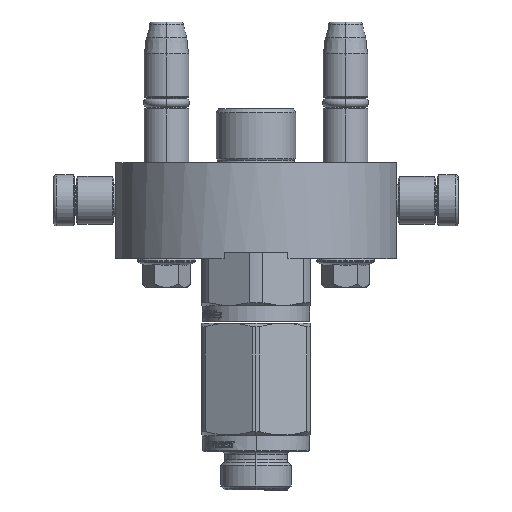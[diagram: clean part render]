
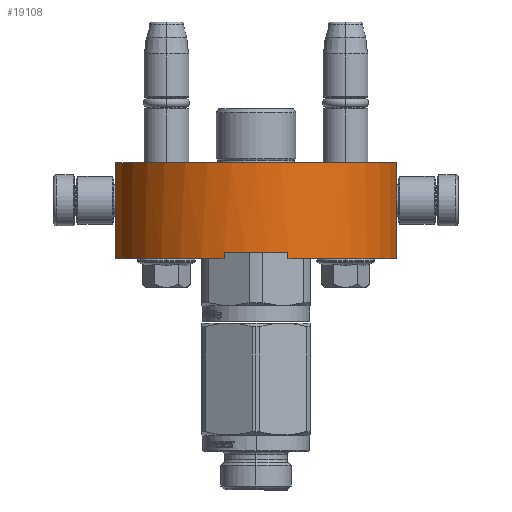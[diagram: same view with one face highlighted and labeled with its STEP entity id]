
A CAD part, left-side view. The second image highlights one B-rep face of the part: STEP entity #19108.
In plain terms, the highlighted cylindrical face has radius 44.75 mm (diameter 89.5 mm), a partial arc.
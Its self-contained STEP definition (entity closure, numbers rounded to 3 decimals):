
#87 = ORIENTED_EDGE ( 'NONE', *, *, #42856, .T. ) ;
#472 = CARTESIAN_POINT ( 'NONE',  ( 44., 0., 8.159 ) ) ;
#706 = VECTOR ( 'NONE', #44269, 1000. ) ;
#1043 = DIRECTION ( 'NONE',  ( 0., 1., 0. ) ) ;
#1263 = CIRCLE ( 'NONE', #36996, 44.75 ) ;
#4058 = LINE ( 'NONE', #472, #38811 ) ;
#4346 = DIRECTION ( 'NONE',  ( 0., 1., 0. ) ) ;
#5476 = VERTEX_POINT ( 'NONE', #27120 ) ;
#6900 = VERTEX_POINT ( 'NONE', #8796 ) ;
#8097 = AXIS2_PLACEMENT_3D ( 'NONE', #11025, #14760, #43608 ) ;
#8796 = CARTESIAN_POINT ( 'NONE',  ( -10., 28., 43.618 ) ) ;
#8856 = EDGE_LOOP ( 'NONE', ( #46581, #12161, #22924, #87, #43184, #33241, #37052, #28486 ) ) ;
#10534 = EDGE_CURVE ( 'NONE', #32209, #13321, #21365, .T. ) ;
#11025 = CARTESIAN_POINT ( 'NONE',  ( 0., 28., 0. ) ) ;
#11598 = VECTOR ( 'NONE', #4346, 1000. ) ;
#12161 = ORIENTED_EDGE ( 'NONE', *, *, #35647, .F. ) ;
#13321 = VERTEX_POINT ( 'NONE', #19312 ) ;
#14760 = DIRECTION ( 'NONE',  ( 0., 1., 0. ) ) ;
#15129 = CARTESIAN_POINT ( 'NONE',  ( 10., 28., 43.618 ) ) ;
#15599 = DIRECTION ( 'NONE',  ( 0.223, 0., 0.975 ) ) ;
#16930 = CYLINDRICAL_SURFACE ( 'NONE', #18096, 44.75 ) ;
#17861 = DIRECTION ( 'NONE',  ( 0., -1., 0. ) ) ;
#18002 = CIRCLE ( 'NONE', #19026, 44.75 ) ;
#18096 = AXIS2_PLACEMENT_3D ( 'NONE', #25776, #17861, #29931 ) ;
#19026 = AXIS2_PLACEMENT_3D ( 'NONE', #40591, #23400, #31752 ) ;
#19108 = ADVANCED_FACE ( 'NONE', ( #21407 ), #16930, .T. ) ;
#19312 = CARTESIAN_POINT ( 'NONE',  ( 44., 30., 8.159 ) ) ;
#19338 = CARTESIAN_POINT ( 'NONE',  ( -10., 28., 43.618 ) ) ;
#19609 = VERTEX_POINT ( 'NONE', #30231 ) ;
#20257 = VERTEX_POINT ( 'NONE', #43699 ) ;
#20812 = VECTOR ( 'NONE', #44039, 1000. ) ;
#21365 = CIRCLE ( 'NONE', #32783, 44.75 ) ;
#21407 = FACE_OUTER_BOUND ( 'NONE', #8856, .T. ) ;
#22041 = DIRECTION ( 'NONE',  ( -0.983, 0., 0.182 ) ) ;
#22721 = LINE ( 'NONE', #19338, #20812 ) ;
#22924 = ORIENTED_EDGE ( 'NONE', *, *, #48774, .F. ) ;
#23400 = DIRECTION ( 'NONE',  ( 0., 1., 0. ) ) ;
#25776 = CARTESIAN_POINT ( 'NONE',  ( 0., 0., 0. ) ) ;
#26817 = CIRCLE ( 'NONE', #8097, 44.75 ) ;
#27120 = CARTESIAN_POINT ( 'NONE',  ( -10., 30., 43.618 ) ) ;
#27267 = CARTESIAN_POINT ( 'NONE',  ( -44., 0., 8.159 ) ) ;
#28486 = ORIENTED_EDGE ( 'NONE', *, *, #37863, .F. ) ;
#28991 = LINE ( 'NONE', #37265, #11598 ) ;
#29245 = EDGE_CURVE ( 'NONE', #20257, #13321, #4058, .T. ) ;
#29931 = DIRECTION ( 'NONE',  ( 1., 0., 0. ) ) ;
#30231 = CARTESIAN_POINT ( 'NONE',  ( -44., 30., 8.159 ) ) ;
#31752 = DIRECTION ( 'NONE',  ( -0.983, 0., 0.182 ) ) ;
#32209 = VERTEX_POINT ( 'NONE', #50719 ) ;
#32783 = AXIS2_PLACEMENT_3D ( 'NONE', #44098, #47715, #15599 ) ;
#33241 = ORIENTED_EDGE ( 'NONE', *, *, #10534, .F. ) ;
#34673 = EDGE_CURVE ( 'NONE', #51716, #32209, #28991, .T. ) ;
#35647 = EDGE_CURVE ( 'NONE', #19609, #5476, #18002, .T. ) ;
#36996 = AXIS2_PLACEMENT_3D ( 'NONE', #42635, #1043, #22041 ) ;
#37052 = ORIENTED_EDGE ( 'NONE', *, *, #34673, .F. ) ;
#37265 = CARTESIAN_POINT ( 'NONE',  ( 10., 28., 43.618 ) ) ;
#37863 = EDGE_CURVE ( 'NONE', #6900, #51716, #26817, .T. ) ;
#38745 = LINE ( 'NONE', #52361, #706 ) ;
#38811 = VECTOR ( 'NONE', #40998, 1000. ) ;
#39463 = EDGE_CURVE ( 'NONE', #6900, #5476, #22721, .T. ) ;
#40591 = CARTESIAN_POINT ( 'NONE',  ( 0., 30., 0. ) ) ;
#40998 = DIRECTION ( 'NONE',  ( 0., 1., 0. ) ) ;
#42635 = CARTESIAN_POINT ( 'NONE',  ( 0., 0., 0. ) ) ;
#42856 = EDGE_CURVE ( 'NONE', #50251, #20257, #1263, .T. ) ;
#43184 = ORIENTED_EDGE ( 'NONE', *, *, #29245, .T. ) ;
#43608 = DIRECTION ( 'NONE',  ( -0.223, 0., 0.975 ) ) ;
#43699 = CARTESIAN_POINT ( 'NONE',  ( 44., 0., 8.159 ) ) ;
#44039 = DIRECTION ( 'NONE',  ( 0., 1., 0. ) ) ;
#44098 = CARTESIAN_POINT ( 'NONE',  ( 0., 30., 0. ) ) ;
#44269 = DIRECTION ( 'NONE',  ( 0., 1., 0. ) ) ;
#46581 = ORIENTED_EDGE ( 'NONE', *, *, #39463, .T. ) ;
#47715 = DIRECTION ( 'NONE',  ( 0., 1., 0. ) ) ;
#48774 = EDGE_CURVE ( 'NONE', #50251, #19609, #38745, .T. ) ;
#50251 = VERTEX_POINT ( 'NONE', #27267 ) ;
#50719 = CARTESIAN_POINT ( 'NONE',  ( 10., 30., 43.618 ) ) ;
#51716 = VERTEX_POINT ( 'NONE', #15129 ) ;
#52361 = CARTESIAN_POINT ( 'NONE',  ( -44., 0., 8.159 ) ) ;
